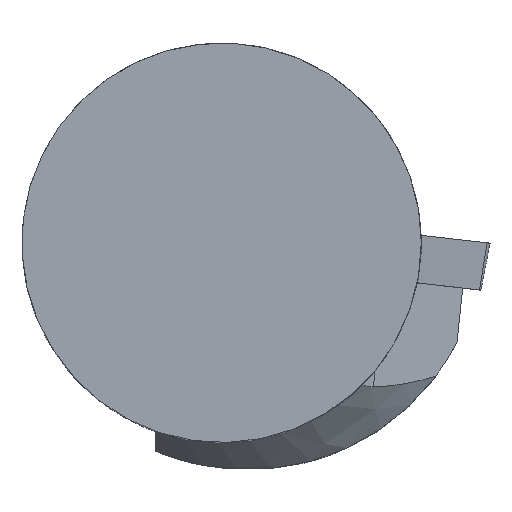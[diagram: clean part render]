
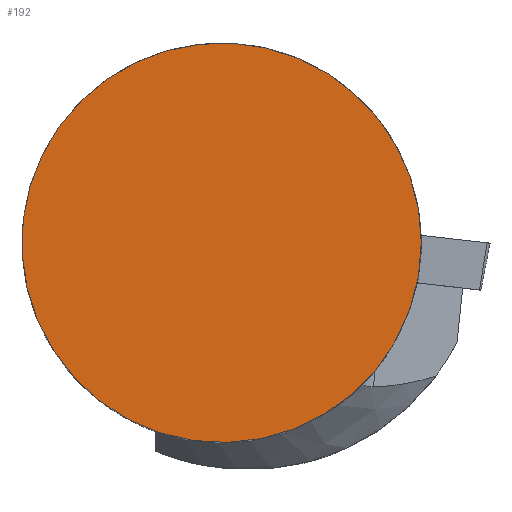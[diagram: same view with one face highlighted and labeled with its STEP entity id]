
A CAD part, top view. The second image highlights one B-rep face of the part: STEP entity #192.
In plain terms, the highlighted planar face has unit normal (0, 0, 1).
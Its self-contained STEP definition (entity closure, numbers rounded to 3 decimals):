
#128=PLANE('',#905);
#156=FACE_OUTER_BOUND('',#272,.T.);
#192=ADVANCED_FACE('',(#156),#128,.T.);
#272=EDGE_LOOP('',(#556));
#294=CIRCLE('',#859,20.);
#556=ORIENTED_EDGE('',*,*,#689,.F.);
#622=VERTEX_POINT('',#1203);
#689=EDGE_CURVE('',#622,#622,#294,.T.);
#859=AXIS2_PLACEMENT_3D('',#1202,#955,#956);
#905=AXIS2_PLACEMENT_3D('',#1430,#1074,#1075);
#955=DIRECTION('',(0.,0.,-1.));
#956=DIRECTION('',(1.,0.,0.));
#1074=DIRECTION('',(0.,0.,1.));
#1075=DIRECTION('',(1.,0.,0.));
#1202=CARTESIAN_POINT('',(0.,0.,0.));
#1203=CARTESIAN_POINT('',(20.,0.,0.));
#1430=CARTESIAN_POINT('',(0.,0.,0.));
